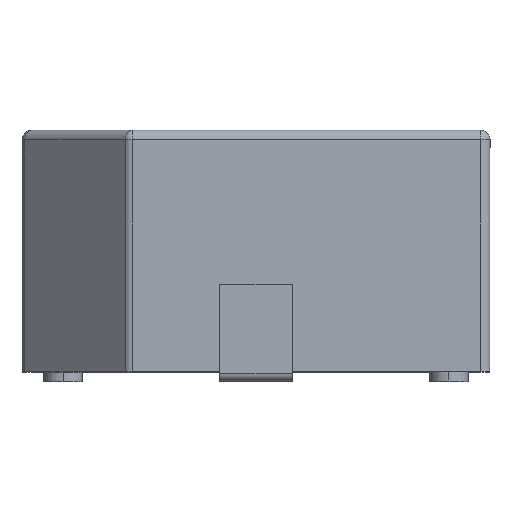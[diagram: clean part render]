
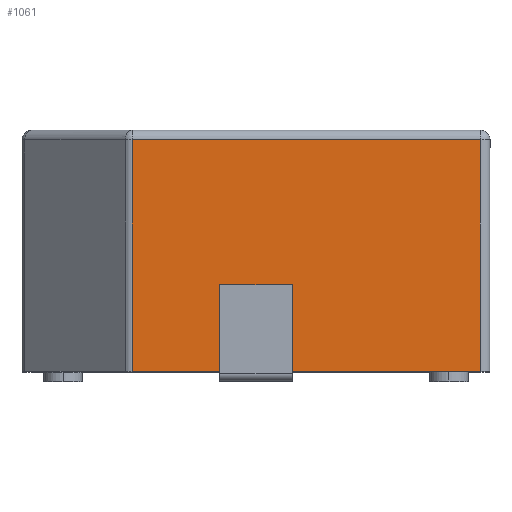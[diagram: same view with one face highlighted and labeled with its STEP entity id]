
A CAD part, top view. The second image highlights one B-rep face of the part: STEP entity #1061.
In plain terms, the highlighted planar face has unit normal (0, 0, 1).
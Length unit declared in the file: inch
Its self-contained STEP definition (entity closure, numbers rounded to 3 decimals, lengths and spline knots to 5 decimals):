
#23 = VECTOR ( 'NONE', #88, 39.37008 ) ;
#88 = DIRECTION ( 'NONE',  ( 0., -1., 0. ) ) ;
#114 = CARTESIAN_POINT ( 'NONE',  ( 0.02953, 0., 0.19094 ) ) ;
#116 = DIRECTION ( 'NONE',  ( -1., 0., 0. ) ) ;
#128 = ORIENTED_EDGE ( 'NONE', *, *, #1626, .F. ) ;
#184 = DIRECTION ( 'NONE',  ( 0., 1., 0. ) ) ;
#258 = CARTESIAN_POINT ( 'NONE',  ( -0.02953, 0.19685, 0.19094 ) ) ;
#283 = LINE ( 'NONE', #258, #23 ) ;
#298 = VERTEX_POINT ( 'NONE', #731 ) ;
#336 = VERTEX_POINT ( 'NONE', #986 ) ;
#342 = EDGE_CURVE ( 'NONE', #336, #2567, #1169, .T. ) ;
#368 = VERTEX_POINT ( 'NONE', #114 ) ;
#500 = LINE ( 'NONE', #516, #1198 ) ;
#516 = CARTESIAN_POINT ( 'NONE',  ( -0.10433, 0., 0.19094 ) ) ;
#597 = CARTESIAN_POINT ( 'NONE',  ( -0.10433, 0.19685, 0.19094 ) ) ;
#731 = CARTESIAN_POINT ( 'NONE',  ( -0.02953, 0., 0.19094 ) ) ;
#753 = EDGE_LOOP ( 'NONE', ( #2111, #764, #2598, #1926, #883, #1363, #2554, #128 ) ) ;
#759 = AXIS2_PLACEMENT_3D ( 'NONE', #597, #1432, #2453 ) ;
#764 = ORIENTED_EDGE ( 'NONE', *, *, #1901, .T. ) ;
#768 = CARTESIAN_POINT ( 'NONE',  ( -0.10107, 0., 0.19094 ) ) ;
#772 = DIRECTION ( 'NONE',  ( 0., -1., 0. ) ) ;
#798 = VECTOR ( 'NONE', #2610, 39.37008 ) ;
#809 = LINE ( 'NONE', #1807, #798 ) ;
#830 = EDGE_CURVE ( 'NONE', #368, #1834, #1842, .T. ) ;
#854 = CARTESIAN_POINT ( 'NONE',  ( 0.18307, 0.18898, 0.19094 ) ) ;
#883 = ORIENTED_EDGE ( 'NONE', *, *, #1496, .T. ) ;
#887 = LINE ( 'NONE', #1907, #974 ) ;
#974 = VECTOR ( 'NONE', #1104, 39.37008 ) ;
#986 = CARTESIAN_POINT ( 'NONE',  ( -0.10107, 0.18898, 0.19094 ) ) ;
#1023 = CARTESIAN_POINT ( 'NONE',  ( -0.02953, 0.07087, 0.19094 ) ) ;
#1061 = ADVANCED_FACE ( 'NONE', ( #2012 ), #1444, .F. ) ;
#1104 = DIRECTION ( 'NONE',  ( -1., 0., 0. ) ) ;
#1151 = EDGE_CURVE ( 'NONE', #1865, #336, #1897, .T. ) ;
#1169 = LINE ( 'NONE', #1976, #1859 ) ;
#1170 = EDGE_CURVE ( 'NONE', #1473, #298, #283, .T. ) ;
#1172 = CARTESIAN_POINT ( 'NONE',  ( -0.02953, 0.07087, 0.19094 ) ) ;
#1180 = DIRECTION ( 'NONE',  ( 1., 0., 0. ) ) ;
#1198 = VECTOR ( 'NONE', #116, 39.37008 ) ;
#1234 = CARTESIAN_POINT ( 'NONE',  ( 0.02953, 0.19685, 0.19094 ) ) ;
#1363 = ORIENTED_EDGE ( 'NONE', *, *, #1151, .T. ) ;
#1432 = DIRECTION ( 'NONE',  ( 0., 0., -1. ) ) ;
#1444 = PLANE ( 'NONE',  #759 ) ;
#1473 = VERTEX_POINT ( 'NONE', #1023 ) ;
#1496 = EDGE_CURVE ( 'NONE', #1727, #1865, #809, .T. ) ;
#1626 = EDGE_CURVE ( 'NONE', #298, #2567, #887, .T. ) ;
#1682 = CARTESIAN_POINT ( 'NONE',  ( -0.10433, 0.18898, 0.19094 ) ) ;
#1704 = VECTOR ( 'NONE', #1180, 39.37008 ) ;
#1723 = DIRECTION ( 'NONE',  ( -1., 0., 0. ) ) ;
#1727 = VERTEX_POINT ( 'NONE', #2348 ) ;
#1807 = CARTESIAN_POINT ( 'NONE',  ( 0.18307, 0.19685, 0.19094 ) ) ;
#1834 = VERTEX_POINT ( 'NONE', #1931 ) ;
#1842 = LINE ( 'NONE', #1234, #2240 ) ;
#1859 = VECTOR ( 'NONE', #772, 39.37008 ) ;
#1865 = VERTEX_POINT ( 'NONE', #854 ) ;
#1897 = LINE ( 'NONE', #1682, #2123 ) ;
#1901 = EDGE_CURVE ( 'NONE', #1473, #1834, #2381, .T. ) ;
#1907 = CARTESIAN_POINT ( 'NONE',  ( -0.10433, 0., 0.19094 ) ) ;
#1926 = ORIENTED_EDGE ( 'NONE', *, *, #2276, .F. ) ;
#1931 = CARTESIAN_POINT ( 'NONE',  ( 0.02953, 0.07087, 0.19094 ) ) ;
#1976 = CARTESIAN_POINT ( 'NONE',  ( -0.10107, 0.19685, 0.19094 ) ) ;
#2012 = FACE_OUTER_BOUND ( 'NONE', #753, .T. ) ;
#2111 = ORIENTED_EDGE ( 'NONE', *, *, #1170, .F. ) ;
#2123 = VECTOR ( 'NONE', #1723, 39.37008 ) ;
#2240 = VECTOR ( 'NONE', #184, 39.37008 ) ;
#2276 = EDGE_CURVE ( 'NONE', #1727, #368, #500, .T. ) ;
#2348 = CARTESIAN_POINT ( 'NONE',  ( 0.18307, 0., 0.19094 ) ) ;
#2381 = LINE ( 'NONE', #1172, #1704 ) ;
#2453 = DIRECTION ( 'NONE',  ( 0., 1., 0. ) ) ;
#2554 = ORIENTED_EDGE ( 'NONE', *, *, #342, .T. ) ;
#2567 = VERTEX_POINT ( 'NONE', #768 ) ;
#2598 = ORIENTED_EDGE ( 'NONE', *, *, #830, .F. ) ;
#2610 = DIRECTION ( 'NONE',  ( 0., 1., 0. ) ) ;
